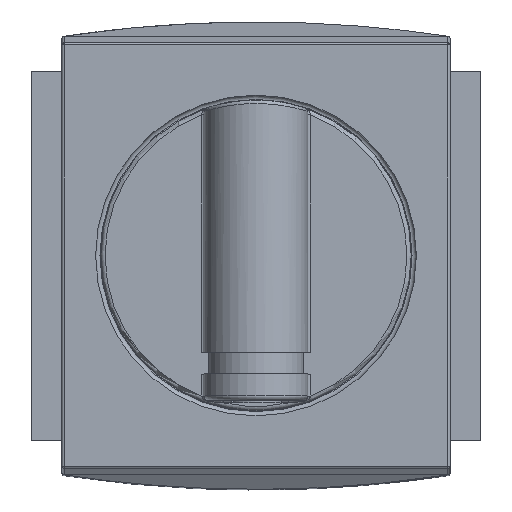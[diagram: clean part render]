
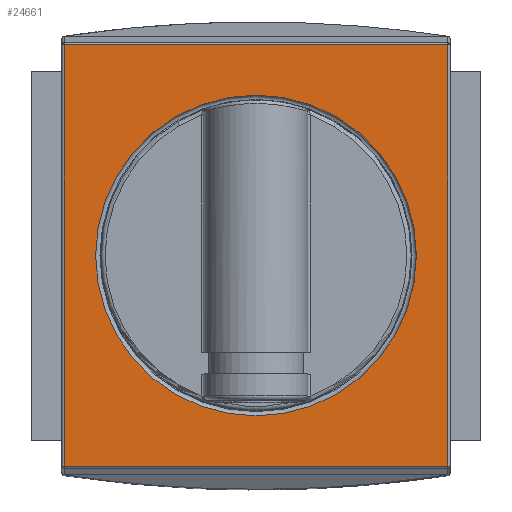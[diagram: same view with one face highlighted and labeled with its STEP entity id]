
A CAD part, top view. The second image highlights one B-rep face of the part: STEP entity #24661.
In plain terms, the highlighted planar face has unit normal (0, 0, 1).
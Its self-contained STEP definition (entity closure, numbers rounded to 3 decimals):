
#24465=CARTESIAN_POINT('',(-22.25,-24.458,34.));
#24466=VERTEX_POINT('',#24465);
#24474=CARTESIAN_POINT('',(-22.25,24.431,34.));
#24475=VERTEX_POINT('',#24474);
#24476=CARTESIAN_POINT('',(-22.25,-24.458,34.));
#24477=DIRECTION('',(0.0,1.0,0.0));
#24478=VECTOR('',#24477,48.889);
#24479=LINE('',#24476,#24478);
#24480=EDGE_CURVE('',#24466,#24475,#24479,.T.);
#24608=CARTESIAN_POINT('',(22.25,24.431,34.0));
#24609=VERTEX_POINT('',#24608);
#24610=CARTESIAN_POINT('',(-22.25,24.431,34.));
#24611=DIRECTION('',(1.0,0.0,0.0));
#24612=VECTOR('',#24611,44.5);
#24613=LINE('',#24610,#24612);
#24614=EDGE_CURVE('',#24475,#24609,#24613,.T.);
#24627=CARTESIAN_POINT('',(0.,0.,34.0));
#24628=DIRECTION('',(0.0,0.0,-1.0));
#24629=DIRECTION('',(0.0,1.0,0.0));
#24630=AXIS2_PLACEMENT_3D('',#24627,#24628,#24629);
#24631=PLANE('',#24630);
#24632=ORIENTED_EDGE('',*,*,#24480,.F.);
#24633=CARTESIAN_POINT('',(22.25,-24.458,34.0));
#24634=VERTEX_POINT('',#24633);
#24635=CARTESIAN_POINT('',(22.25,-24.458,34.));
#24636=DIRECTION('',(-1.0,0.0,0.0));
#24637=VECTOR('',#24636,44.5);
#24638=LINE('',#24635,#24637);
#24639=EDGE_CURVE('',#24634,#24466,#24638,.T.);
#24640=ORIENTED_EDGE('',*,*,#24639,.F.);
#24641=CARTESIAN_POINT('',(22.25,24.431,34.0));
#24642=DIRECTION('',(0.0,-1.0,0.0));
#24643=VECTOR('',#24642,48.889);
#24644=LINE('',#24641,#24643);
#24645=EDGE_CURVE('',#24609,#24634,#24644,.T.);
#24646=ORIENTED_EDGE('',*,*,#24645,.F.);
#24647=ORIENTED_EDGE('',*,*,#24614,.F.);
#24648=EDGE_LOOP('',(#24632,#24640,#24646,#24647));
#24649=FACE_OUTER_BOUND('',#24648,.T.);
#24650=CARTESIAN_POINT('',(0.,18.6,34.0));
#24651=VERTEX_POINT('',#24650);
#24652=CARTESIAN_POINT('',(0.,0.,34.0));
#24653=DIRECTION('',(0.0,0.0,-1.0));
#24654=DIRECTION('',(0.0,-1.0,0.0));
#24655=AXIS2_PLACEMENT_3D('',#24652,#24653,#24654);
#24656=CIRCLE('',#24655,18.6);
#24657=EDGE_CURVE('',#24651,#24651,#24656,.T.);
#24658=ORIENTED_EDGE('',*,*,#24657,.T.);
#24659=EDGE_LOOP('',(#24658));
#24660=FACE_BOUND('',#24659,.T.);
#24661=ADVANCED_FACE('',(#24649,#24660),#24631,.F.);
